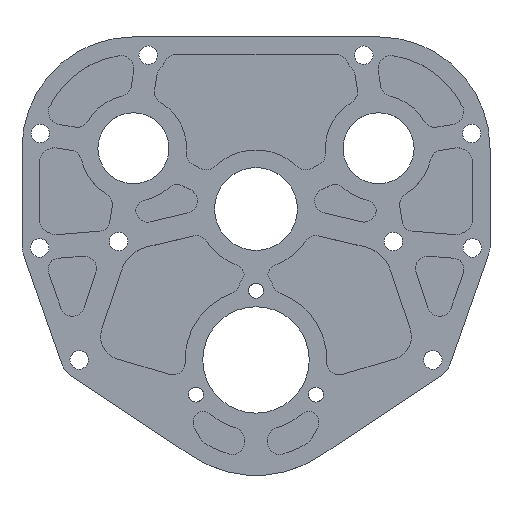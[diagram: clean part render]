
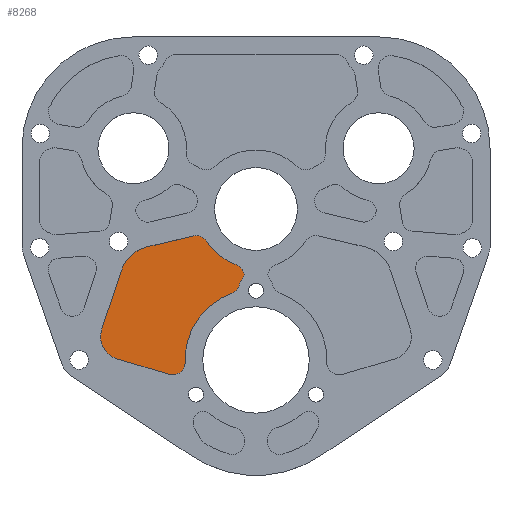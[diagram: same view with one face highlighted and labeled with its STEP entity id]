
A CAD part, top view. The second image highlights one B-rep face of the part: STEP entity #8268.
In plain terms, the highlighted planar face has unit normal (0, 0, 1).
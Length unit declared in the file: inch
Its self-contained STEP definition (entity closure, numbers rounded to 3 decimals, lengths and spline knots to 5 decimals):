
#16 = EDGE_CURVE ( 'NONE', #7685, #12142, #6810, .T. ) ;
#129 = LINE ( 'NONE', #11042, #12884 ) ;
#158 = LINE ( 'NONE', #12262, #9063 ) ;
#204 = AXIS2_PLACEMENT_3D ( 'NONE', #10294, #10024, #10225 ) ;
#339 = CARTESIAN_POINT ( 'NONE',  ( -0.88104, -0.02839, -0.1875 ) ) ;
#362 = DIRECTION ( 'NONE',  ( 0., 0., 1. ) ) ;
#373 = DIRECTION ( 'NONE',  ( 0., 0., 1. ) ) ;
#408 = EDGE_CURVE ( 'NONE', #4308, #7509, #158, .T. ) ;
#996 = DIRECTION ( 'NONE',  ( -0.317, -0.949, 0. ) ) ;
#1039 = AXIS2_PLACEMENT_3D ( 'NONE', #11301, #9133, #8140 ) ;
#1125 = CARTESIAN_POINT ( 'NONE',  ( -1.4254, 0.95213, -0.1875 ) ) ;
#1185 = VERTEX_POINT ( 'NONE', #9226 ) ;
#1232 = CIRCLE ( 'NONE', #204, 0.7515 ) ;
#1326 = ORIENTED_EDGE ( 'NONE', *, *, #4552, .T. ) ;
#1403 = ORIENTED_EDGE ( 'NONE', *, *, #1427, .T. ) ;
#1427 = EDGE_CURVE ( 'NONE', #6426, #4036, #4247, .T. ) ;
#1575 = VERTEX_POINT ( 'NONE', #11976 ) ;
#1750 = DIRECTION ( 'NONE',  ( 1., 0., 0. ) ) ;
#2190 = VERTEX_POINT ( 'NONE', #1125 ) ;
#2312 = DIRECTION ( 'NONE',  ( 0., 0., -1. ) ) ;
#2335 = AXIS2_PLACEMENT_3D ( 'NONE', #3612, #4593, #3354 ) ;
#2345 = EDGE_CURVE ( 'NONE', #2190, #7199, #129, .T. ) ;
#2454 = ORIENTED_EDGE ( 'NONE', *, *, #2345, .T. ) ;
#2471 = DIRECTION ( 'NONE',  ( 0., 0., 1. ) ) ;
#2535 = AXIS2_PLACEMENT_3D ( 'NONE', #2690, #2884, #6741 ) ;
#2646 = CARTESIAN_POINT ( 'NONE',  ( -1.4674, 0.00967, -0.1875 ) ) ;
#2690 = CARTESIAN_POINT ( 'NONE',  ( -0.63447, 1.18801, -0.1875 ) ) ;
#2740 = DIRECTION ( 'NONE',  ( 0., 0., 1. ) ) ;
#2884 = DIRECTION ( 'NONE',  ( 0., 0., 1. ) ) ;
#3039 = EDGE_CURVE ( 'NONE', #12142, #13067, #9930, .T. ) ;
#3108 = CIRCLE ( 'NONE', #10078, 0.13 ) ;
#3173 = DIRECTION ( 'NONE',  ( 1., 0., 0. ) ) ;
#3236 = EDGE_CURVE ( 'NONE', #6654, #12419, #6750, .T. ) ;
#3354 = DIRECTION ( 'NONE',  ( 1., 0., 0. ) ) ;
#3408 = AXIS2_PLACEMENT_3D ( 'NONE', #7515, #362, #12661 ) ;
#3444 = CARTESIAN_POINT ( 'NONE',  ( -1.06969, 0.83339, -0.1875 ) ) ;
#3612 = CARTESIAN_POINT ( 'NONE',  ( -0.255, 0.92316, -0.1875 ) ) ;
#3650 = CARTESIAN_POINT ( 'NONE',  ( -1.15595, 1.19834, -0.1875 ) ) ;
#3724 = DIRECTION ( 'NONE',  ( 0., 0., 1. ) ) ;
#3842 = ORIENTED_EDGE ( 'NONE', *, *, #6912, .T. ) ;
#3903 = CARTESIAN_POINT ( 'NONE',  ( 0., 1.6, -0.1875 ) ) ;
#4036 = VERTEX_POINT ( 'NONE', #9137 ) ;
#4126 = DIRECTION ( 'NONE',  ( -0.973, -0.23, 0. ) ) ;
#4170 = DIRECTION ( 'NONE',  ( 1., 0., 0. ) ) ;
#4247 = CIRCLE ( 'NONE', #3408, 0.13 ) ;
#4250 = CIRCLE ( 'NONE', #8905, 0.1875 ) ;
#4308 = VERTEX_POINT ( 'NONE', #7925 ) ;
#4339 = ORIENTED_EDGE ( 'NONE', *, *, #6779, .T. ) ;
#4552 = EDGE_CURVE ( 'NONE', #10090, #7685, #8668, .T. ) ;
#4593 = DIRECTION ( 'NONE',  ( 0., 0., 1. ) ) ;
#4639 = AXIS2_PLACEMENT_3D ( 'NONE', #3444, #2740, #1750 ) ;
#4774 = PLANE ( 'NONE',  #5450 ) ;
#5032 = CARTESIAN_POINT ( 'NONE',  ( -0.21118, 1.01016, -0.1875 ) ) ;
#5221 = DIRECTION ( 'NONE',  ( -0.959, 0.284, 0. ) ) ;
#5402 = CARTESIAN_POINT ( 'NONE',  ( -0.15059, 0.84571, -0.1875 ) ) ;
#5450 = AXIS2_PLACEMENT_3D ( 'NONE', #6646, #3724, #7647 ) ;
#5471 = ORIENTED_EDGE ( 'NONE', *, *, #3039, .T. ) ;
#5735 = VERTEX_POINT ( 'NONE', #8771 ) ;
#5754 = DIRECTION ( 'NONE',  ( 1., 0., 0. ) ) ;
#5914 = AXIS2_PLACEMENT_3D ( 'NONE', #3903, #6900, #8010 ) ;
#5970 = CARTESIAN_POINT ( 'NONE',  ( -1.63355, 0.32853, -0.1875 ) ) ;
#6156 = ORIENTED_EDGE ( 'NONE', *, *, #16, .T. ) ;
#6163 = LINE ( 'NONE', #10253, #11923 ) ;
#6219 = ORIENTED_EDGE ( 'NONE', *, *, #3236, .T. ) ;
#6302 = CARTESIAN_POINT ( 'NONE',  ( -0.30337, 0.82765, -0.1875 ) ) ;
#6426 = VERTEX_POINT ( 'NONE', #10803 ) ;
#6646 = CARTESIAN_POINT ( 'NONE',  ( 0., 0., -0.1875 ) ) ;
#6654 = VERTEX_POINT ( 'NONE', #13022 ) ;
#6741 = DIRECTION ( 'NONE',  ( 1., 0., 0. ) ) ;
#6750 = CIRCLE ( 'NONE', #1039, 0.25 ) ;
#6779 = EDGE_CURVE ( 'NONE', #13067, #4308, #12428, .T. ) ;
#6810 = CIRCLE ( 'NONE', #9738, 0.13 ) ;
#6900 = DIRECTION ( 'NONE',  ( 0., 0., -1. ) ) ;
#6912 = EDGE_CURVE ( 'NONE', #4036, #5735, #1232, .T. ) ;
#7199 = VERTEX_POINT ( 'NONE', #5970 ) ;
#7347 = ORIENTED_EDGE ( 'NONE', *, *, #10451, .T. ) ;
#7348 = CARTESIAN_POINT ( 'NONE',  ( 0., 0.734, -0.1875 ) ) ;
#7429 = EDGE_CURVE ( 'NONE', #5735, #1185, #3108, .T. ) ;
#7509 = VERTEX_POINT ( 'NONE', #3650 ) ;
#7515 = CARTESIAN_POINT ( 'NONE',  ( -0.88104, -0.02839, -0.1875 ) ) ;
#7647 = DIRECTION ( 'NONE',  ( 1., 0., 0. ) ) ;
#7685 = VERTEX_POINT ( 'NONE', #13023 ) ;
#7832 = EDGE_LOOP ( 'NONE', ( #9629, #8080, #2454, #7347, #6219, #12504, #12541, #1403, #3842, #11367, #11284, #1326, #6156, #5471, #4339 ) ) ;
#7925 = CARTESIAN_POINT ( 'NONE',  ( -0.66438, 1.31452, -0.1875 ) ) ;
#8010 = DIRECTION ( 'NONE',  ( 1., 0., 0. ) ) ;
#8080 = ORIENTED_EDGE ( 'NONE', *, *, #11466, .T. ) ;
#8140 = DIRECTION ( 'NONE',  ( 1., 0., 0. ) ) ;
#8234 = CIRCLE ( 'NONE', #4639, 0.375 ) ;
#8268 = ADVANCED_FACE ( 'NONE', ( #11846 ), #4774, .T. ) ;
#8390 = DIRECTION ( 'NONE',  ( 1., 0., 0. ) ) ;
#8576 = CIRCLE ( 'NONE', #12369, 0.25 ) ;
#8668 = CIRCLE ( 'NONE', #2335, 0.13 ) ;
#8771 = CARTESIAN_POINT ( 'NONE',  ( -0.25863, 0.70559, -0.1875 ) ) ;
#8905 = AXIS2_PLACEMENT_3D ( 'NONE', #7348, #2312, #3173 ) ;
#9063 = VECTOR ( 'NONE', #4126, 39.37008 ) ;
#9133 = DIRECTION ( 'NONE',  ( 0., 0., 1. ) ) ;
#9137 = CARTESIAN_POINT ( 'NONE',  ( -0.75111, -0.0242, -0.1875 ) ) ;
#9226 = CARTESIAN_POINT ( 'NONE',  ( -0.17916, 0.78931, -0.1875 ) ) ;
#9505 = CARTESIAN_POINT ( 'NONE',  ( -0.255, 0.88777, -0.1875 ) ) ;
#9521 = CIRCLE ( 'NONE', #9717, 0.13 ) ;
#9548 = DIRECTION ( 'NONE',  ( 1., 0., 0. ) ) ;
#9629 = ORIENTED_EDGE ( 'NONE', *, *, #408, .T. ) ;
#9717 = AXIS2_PLACEMENT_3D ( 'NONE', #339, #11642, #5754 ) ;
#9738 = AXIS2_PLACEMENT_3D ( 'NONE', #9505, #373, #8390 ) ;
#9930 = CIRCLE ( 'NONE', #5914, 0.6265 ) ;
#10024 = DIRECTION ( 'NONE',  ( 0., 0., -1. ) ) ;
#10078 = AXIS2_PLACEMENT_3D ( 'NONE', #6302, #10328, #4170 ) ;
#10090 = VERTEX_POINT ( 'NONE', #5402 ) ;
#10225 = DIRECTION ( 'NONE',  ( 1., 0., 0. ) ) ;
#10253 = CARTESIAN_POINT ( 'NONE',  ( -0.11567, -0.39062, -0.1875 ) ) ;
#10294 = CARTESIAN_POINT ( 'NONE',  ( 0., 0., -0.1875 ) ) ;
#10328 = DIRECTION ( 'NONE',  ( 0., 0., 1. ) ) ;
#10451 = EDGE_CURVE ( 'NONE', #7199, #6654, #8576, .T. ) ;
#10803 = CARTESIAN_POINT ( 'NONE',  ( -0.75104, -0.02839, -0.1875 ) ) ;
#10878 = EDGE_CURVE ( 'NONE', #1575, #12419, #6163, .T. ) ;
#11042 = CARTESIAN_POINT ( 'NONE',  ( -1.56845, 0.52356, -0.1875 ) ) ;
#11284 = ORIENTED_EDGE ( 'NONE', *, *, #12755, .T. ) ;
#11301 = CARTESIAN_POINT ( 'NONE',  ( -1.39642, 0.24938, -0.1875 ) ) ;
#11367 = ORIENTED_EDGE ( 'NONE', *, *, #7429, .T. ) ;
#11466 = EDGE_CURVE ( 'NONE', #7509, #2190, #8234, .T. ) ;
#11642 = DIRECTION ( 'NONE',  ( 0., 0., 1. ) ) ;
#11846 = FACE_OUTER_BOUND ( 'NONE', #7832, .T. ) ;
#11923 = VECTOR ( 'NONE', #5221, 39.37008 ) ;
#11976 = CARTESIAN_POINT ( 'NONE',  ( -0.91795, -0.15304, -0.1875 ) ) ;
#12142 = VERTEX_POINT ( 'NONE', #5032 ) ;
#12262 = CARTESIAN_POINT ( 'NONE',  ( -0.32941, 1.3937, -0.1875 ) ) ;
#12295 = EDGE_CURVE ( 'NONE', #1575, #6426, #9521, .T. ) ;
#12369 = AXIS2_PLACEMENT_3D ( 'NONE', #12651, #2471, #9548 ) ;
#12419 = VERTEX_POINT ( 'NONE', #2646 ) ;
#12428 = CIRCLE ( 'NONE', #2535, 0.13 ) ;
#12504 = ORIENTED_EDGE ( 'NONE', *, *, #10878, .F. ) ;
#12541 = ORIENTED_EDGE ( 'NONE', *, *, #12295, .T. ) ;
#12651 = CARTESIAN_POINT ( 'NONE',  ( -1.39642, 0.24938, -0.1875 ) ) ;
#12661 = DIRECTION ( 'NONE',  ( 1., 0., 0. ) ) ;
#12755 = EDGE_CURVE ( 'NONE', #1185, #10090, #4250, .T. ) ;
#12810 = CARTESIAN_POINT ( 'NONE',  ( -0.52544, 1.25881, -0.1875 ) ) ;
#12884 = VECTOR ( 'NONE', #996, 39.37008 ) ;
#13022 = CARTESIAN_POINT ( 'NONE',  ( -1.64642, 0.24938, -0.1875 ) ) ;
#13023 = CARTESIAN_POINT ( 'NONE',  ( -0.12621, 0.90547, -0.1875 ) ) ;
#13067 = VERTEX_POINT ( 'NONE', #12810 ) ;
